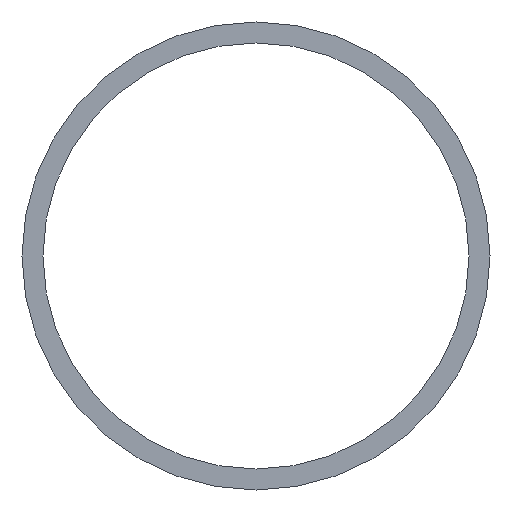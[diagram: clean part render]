
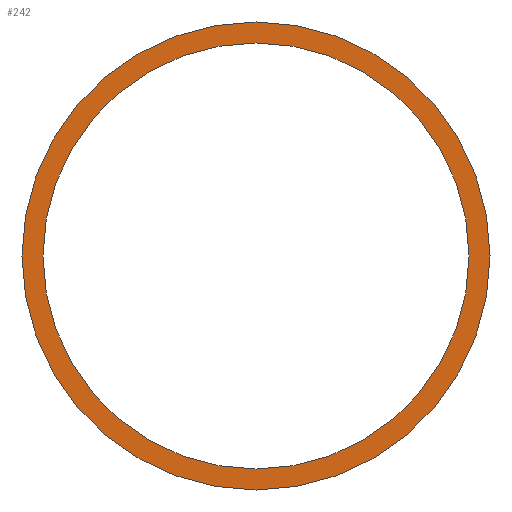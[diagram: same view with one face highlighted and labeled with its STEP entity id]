
A CAD part, front view. The second image highlights one B-rep face of the part: STEP entity #242.
In plain terms, the highlighted planar face has unit normal (0, -1, 0).
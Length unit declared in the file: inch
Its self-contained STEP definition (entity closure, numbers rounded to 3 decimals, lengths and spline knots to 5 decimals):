
#5 = EDGE_CURVE ( 'NONE', #133, #175, #114, .T. ) ;
#7 = CARTESIAN_POINT ( 'NONE',  ( 0., 0., -0.28435 ) ) ;
#23 = DIRECTION ( 'NONE',  ( 0., 0., 1. ) ) ;
#28 = FACE_OUTER_BOUND ( 'NONE', #156, .T. ) ;
#35 = AXIS2_PLACEMENT_3D ( 'NONE', #58, #109, #23 ) ;
#36 = CARTESIAN_POINT ( 'NONE',  ( 0., 0., 0. ) ) ;
#42 = FACE_BOUND ( 'NONE', #240, .T. ) ;
#56 = DIRECTION ( 'NONE',  ( 0., 0., 1. ) ) ;
#58 = CARTESIAN_POINT ( 'NONE',  ( 0., 0., 0. ) ) ;
#59 = CARTESIAN_POINT ( 'NONE',  ( 0., 0., 0.28435 ) ) ;
#61 = DIRECTION ( 'NONE',  ( 0., 1., 0. ) ) ;
#69 = CIRCLE ( 'NONE', #154, 0.31235 ) ;
#81 = CIRCLE ( 'NONE', #84, 0.31235 ) ;
#84 = AXIS2_PLACEMENT_3D ( 'NONE', #163, #205, #209 ) ;
#86 = CIRCLE ( 'NONE', #115, 0.28435 ) ;
#106 = ORIENTED_EDGE ( 'NONE', *, *, #5, .T. ) ;
#109 = DIRECTION ( 'NONE',  ( 0., 1., 0. ) ) ;
#114 = CIRCLE ( 'NONE', #35, 0.28435 ) ;
#115 = AXIS2_PLACEMENT_3D ( 'NONE', #181, #186, #212 ) ;
#117 = PLANE ( 'NONE',  #219 ) ;
#122 = EDGE_CURVE ( 'NONE', #196, #126, #81, .T. ) ;
#125 = CARTESIAN_POINT ( 'NONE',  ( 0., 0., 0. ) ) ;
#126 = VERTEX_POINT ( 'NONE', #247 ) ;
#133 = VERTEX_POINT ( 'NONE', #7 ) ;
#138 = DIRECTION ( 'NONE',  ( 0., 1., 0. ) ) ;
#153 = ORIENTED_EDGE ( 'NONE', *, *, #122, .F. ) ;
#154 = AXIS2_PLACEMENT_3D ( 'NONE', #125, #138, #56 ) ;
#156 = EDGE_LOOP ( 'NONE', ( #153, #194 ) ) ;
#163 = CARTESIAN_POINT ( 'NONE',  ( 0., 0., 0. ) ) ;
#164 = EDGE_CURVE ( 'NONE', #175, #133, #86, .T. ) ;
#165 = CARTESIAN_POINT ( 'NONE',  ( 0., 0., -0.31235 ) ) ;
#175 = VERTEX_POINT ( 'NONE', #59 ) ;
#181 = CARTESIAN_POINT ( 'NONE',  ( 0., 0., 0. ) ) ;
#186 = DIRECTION ( 'NONE',  ( 0., 1., 0. ) ) ;
#194 = ORIENTED_EDGE ( 'NONE', *, *, #201, .F. ) ;
#196 = VERTEX_POINT ( 'NONE', #165 ) ;
#201 = EDGE_CURVE ( 'NONE', #126, #196, #69, .T. ) ;
#205 = DIRECTION ( 'NONE',  ( 0., 1., 0. ) ) ;
#207 = ORIENTED_EDGE ( 'NONE', *, *, #164, .T. ) ;
#209 = DIRECTION ( 'NONE',  ( 0., 0., 1. ) ) ;
#212 = DIRECTION ( 'NONE',  ( 0., 0., 1. ) ) ;
#219 = AXIS2_PLACEMENT_3D ( 'NONE', #36, #61, #249 ) ;
#240 = EDGE_LOOP ( 'NONE', ( #106, #207 ) ) ;
#242 = ADVANCED_FACE ( 'NONE', ( #28, #42 ), #117, .F. ) ;
#247 = CARTESIAN_POINT ( 'NONE',  ( 0., 0., 0.31235 ) ) ;
#249 = DIRECTION ( 'NONE',  ( 0., 0., 1. ) ) ;
